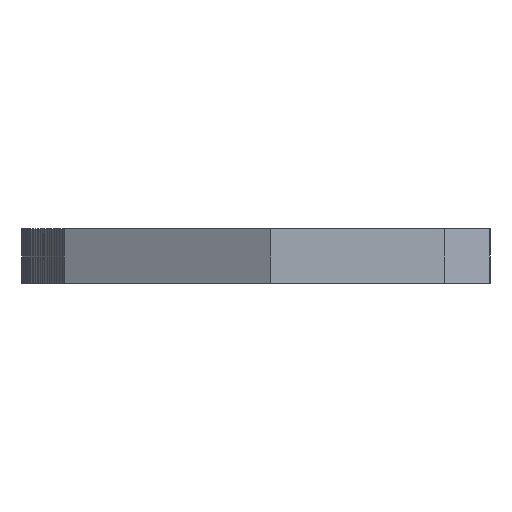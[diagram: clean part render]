
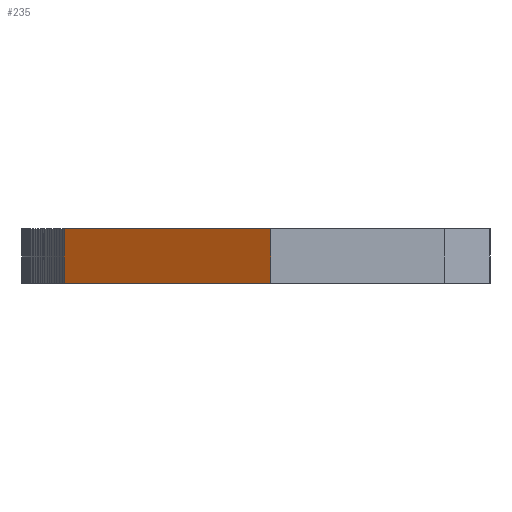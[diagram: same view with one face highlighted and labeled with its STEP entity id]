
A CAD part, left-side view. The second image highlights one B-rep face of the part: STEP entity #235.
In plain terms, the highlighted planar face has unit normal (-0.863, 0.506, 0).
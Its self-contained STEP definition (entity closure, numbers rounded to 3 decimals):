
#24 = VERTEX_POINT('',#25);
#25 = CARTESIAN_POINT('',(-68.445,-4.408,
    50.353));
#217 = EDGE_CURVE('',#218,#24,#220,.T.);
#218 = VERTEX_POINT('',#219);
#219 = CARTESIAN_POINT('',(-46.832,32.423,
    50.353));
#220 = LINE('',#221,#222);
#221 = CARTESIAN_POINT('',(-46.832,32.423,
    50.353));
#222 = VECTOR('',#223,1.);
#223 = DIRECTION('',(-0.506,-0.862,0.
    ));
#235 = ADVANCED_FACE('',(#236),#261,.T.);
#236 = FACE_BOUND('',#237,.T.);
#237 = EDGE_LOOP('',(#238,#239,#247,#255));
#238 = ORIENTED_EDGE('',*,*,#217,.T.);
#239 = ORIENTED_EDGE('',*,*,#240,.T.);
#240 = EDGE_CURVE('',#24,#241,#243,.T.);
#241 = VERTEX_POINT('',#242);
#242 = CARTESIAN_POINT('',(-68.445,-4.408,
    60.164));
#243 = LINE('',#244,#245);
#244 = CARTESIAN_POINT('',(-68.445,-4.408,
    50.353));
#245 = VECTOR('',#246,1.);
#246 = DIRECTION('',(0.,0.,1.));
#247 = ORIENTED_EDGE('',*,*,#248,.T.);
#248 = EDGE_CURVE('',#241,#249,#251,.T.);
#249 = VERTEX_POINT('',#250);
#250 = CARTESIAN_POINT('',(-46.832,32.423,
    60.164));
#251 = LINE('',#252,#253);
#252 = CARTESIAN_POINT('',(-68.445,-4.408,
    60.164));
#253 = VECTOR('',#254,1.);
#254 = DIRECTION('',(0.506,0.862,0.));
#255 = ORIENTED_EDGE('',*,*,#256,.T.);
#256 = EDGE_CURVE('',#249,#218,#257,.T.);
#257 = LINE('',#258,#259);
#258 = CARTESIAN_POINT('',(-46.832,32.423,
    60.164));
#259 = VECTOR('',#260,1.);
#260 = DIRECTION('',(0.,0.,-1.));
#261 = PLANE('',#262);
#262 = AXIS2_PLACEMENT_3D('',#263,#264,#265);
#263 = CARTESIAN_POINT('',(-57.639,14.007,
    55.259));
#264 = DIRECTION('',(-0.862,0.506,0.)
  );
#265 = DIRECTION('',(-0.506,-0.862,0.)
  );
